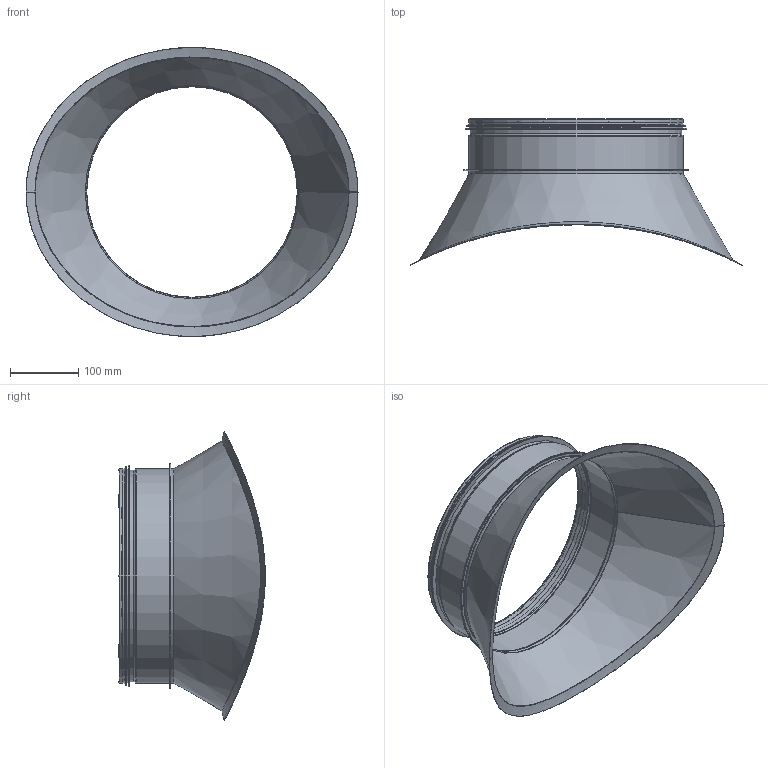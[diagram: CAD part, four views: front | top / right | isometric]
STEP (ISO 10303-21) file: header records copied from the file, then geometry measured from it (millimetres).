
FILE_DESCRIPTION((''),'2;1');
FILE_NAME('HPSR_1000-315.stp','2014-02-24T12:52:28',(''),(''),'Autodesk Inventor 2013','Autodesk Inventor 2013','');
FILE_SCHEMA(('AUTOMOTIVE_DESIGN { 1 2 10303 214 0 1 1 1 }'));
Length unit declared in the file: millimetre
Products named in the file (5): HPSR_1000-315; HPSRKonadRörämne_1000-315; StosMedFals-315; StosMedFalsRörämne-315; 999008
Assembly tree (4 placements, depth 3):
  HPSR_1000-315
    HPSRKonadRörämne_1000-315
    StosMedFals-315
      StosMedFalsRörämne-315
      999008
Bounding box: 486.14 x 214.56 x 423.32 mm (x, y, z)
Volume: 160654 mm3; surface area: 561038.1 mm2
Topology: 3 solids, 3 shells, 102 faces, 208 edges, 115 vertices
Faces by surface type: plane 47, torus 20, cylinder 17, bspline 10, cone 8
Full cylindrical faces by diameter (mm): 308.05 x1, 309.05 x1, 310.25 x1, 312.85 x7, 313.85 x3, 316.85 x1, 319.25 x1, 323.85 x1, 324.25 x1
Entity records: 4663 total; most frequent: CARTESIAN_POINT 2357, DIRECTION 456, ORIENTED_EDGE 388, EDGE_CURVE 194, AXIS2_PLACEMENT_3D 186, EDGE_LOOP 121, VERTEX_POINT 115, STYLED_ITEM 105
